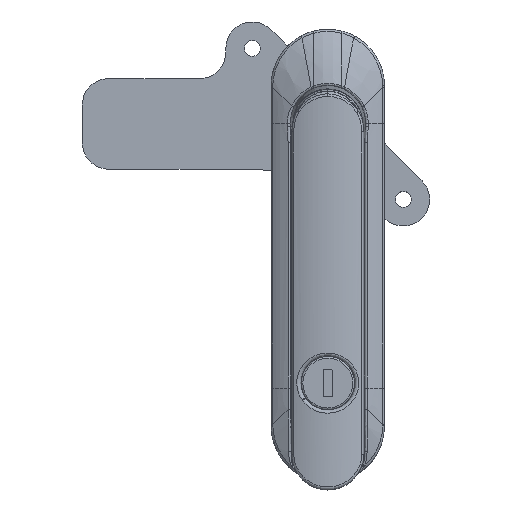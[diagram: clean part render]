
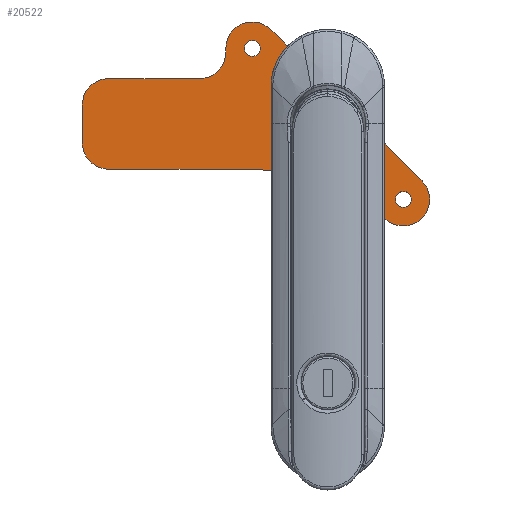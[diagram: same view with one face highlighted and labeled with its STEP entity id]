
A CAD part, top view. The second image highlights one B-rep face of the part: STEP entity #20522.
In plain terms, the highlighted face is planar.
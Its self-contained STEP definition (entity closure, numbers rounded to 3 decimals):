
#3328=LINE('',#61226,#4522);
#3332=LINE('',#61234,#4526);
#3335=LINE('',#61240,#4529);
#3338=LINE('',#61245,#4532);
#3343=LINE('',#61274,#4537);
#3347=LINE('',#61286,#4541);
#3351=LINE('',#61298,#4545);
#3355=LINE('',#61310,#4549);
#3359=LINE('',#61322,#4553);
#3362=LINE('',#61328,#4556);
#3366=LINE('',#61340,#4560);
#3369=LINE('',#61345,#4563);
#4522=VECTOR('',#26299,8.2);
#4526=VECTOR('',#26305,8.2);
#4529=VECTOR('',#26310,8.2);
#4532=VECTOR('',#26315,8.2);
#4537=VECTOR('',#26346,38.);
#4541=VECTOR('',#26358,10.);
#4545=VECTOR('',#26370,24.);
#4549=VECTOR('',#26382,1.);
#4553=VECTOR('',#26394,14.92);
#4556=VECTOR('',#26399,7.188);
#4560=VECTOR('',#26411,7.188);
#4563=VECTOR('',#26416,14.92);
#4863=PLANE('',#22094);
#4951=FACE_BOUND('',#7405,.T.);
#4952=FACE_BOUND('',#7406,.T.);
#4953=FACE_BOUND('',#7407,.T.);
#6135=FACE_OUTER_BOUND('',#7404,.T.);
#7404=EDGE_LOOP('',(#19281,#19282,#19283,#19284,#19285,#19286,#19287,#19288,
#19289,#19290,#19291,#19292,#19293,#19294,#19295));
#7405=EDGE_LOOP('',(#19296,#19297,#19298,#19299));
#7406=EDGE_LOOP('',(#19300));
#7407=EDGE_LOOP('',(#19301));
#8072=CIRCLE('',#22059,2.1);
#8074=CIRCLE('',#22062,2.1);
#8076=CIRCLE('',#22065,7.);
#8078=CIRCLE('',#22068,53.833);
#8080=CIRCLE('',#22072,7.);
#8082=CIRCLE('',#22076,7.);
#8084=CIRCLE('',#22080,7.);
#8086=CIRCLE('',#22084,7.);
#8088=CIRCLE('',#22089,8.5);
#10029=VERTEX_POINT('',#61224);
#10030=VERTEX_POINT('',#61225);
#10033=VERTEX_POINT('',#61233);
#10035=VERTEX_POINT('',#61239);
#10037=VERTEX_POINT('',#61248);
#10039=VERTEX_POINT('',#61253);
#10041=VERTEX_POINT('',#61258);
#10042=VERTEX_POINT('',#61259);
#10045=VERTEX_POINT('',#61267);
#10047=VERTEX_POINT('',#61273);
#10049=VERTEX_POINT('',#61279);
#10051=VERTEX_POINT('',#61285);
#10053=VERTEX_POINT('',#61291);
#10055=VERTEX_POINT('',#61297);
#10057=VERTEX_POINT('',#61303);
#10059=VERTEX_POINT('',#61309);
#10061=VERTEX_POINT('',#61315);
#10063=VERTEX_POINT('',#61321);
#10065=VERTEX_POINT('',#61327);
#10067=VERTEX_POINT('',#61333);
#10069=VERTEX_POINT('',#61339);
#13087=EDGE_CURVE('',#10029,#10030,#3328,.T.);
#13091=EDGE_CURVE('',#10030,#10033,#3332,.T.);
#13094=EDGE_CURVE('',#10033,#10035,#3335,.T.);
#13097=EDGE_CURVE('',#10035,#10029,#3338,.T.);
#13099=EDGE_CURVE('',#10037,#10037,#8072,.T.);
#13101=EDGE_CURVE('',#10039,#10039,#8074,.T.);
#13103=EDGE_CURVE('',#10041,#10042,#8076,.T.);
#13107=EDGE_CURVE('',#10042,#10045,#8078,.T.);
#13110=EDGE_CURVE('',#10045,#10047,#3343,.T.);
#13113=EDGE_CURVE('',#10047,#10049,#8080,.T.);
#13116=EDGE_CURVE('',#10049,#10051,#3347,.T.);
#13119=EDGE_CURVE('',#10051,#10053,#8082,.T.);
#13122=EDGE_CURVE('',#10053,#10055,#3351,.T.);
#13125=EDGE_CURVE('',#10055,#10057,#8084,.T.);
#13128=EDGE_CURVE('',#10057,#10059,#3355,.T.);
#13131=EDGE_CURVE('',#10059,#10061,#8086,.T.);
#13134=EDGE_CURVE('',#10061,#10063,#3359,.T.);
#13137=EDGE_CURVE('',#10063,#10065,#3362,.T.);
#13140=EDGE_CURVE('',#10065,#10067,#8088,.T.);
#13143=EDGE_CURVE('',#10067,#10069,#3366,.T.);
#13146=EDGE_CURVE('',#10069,#10041,#3369,.T.);
#19281=ORIENTED_EDGE('',*,*,#13103,.F.);
#19282=ORIENTED_EDGE('',*,*,#13146,.F.);
#19283=ORIENTED_EDGE('',*,*,#13143,.F.);
#19284=ORIENTED_EDGE('',*,*,#13140,.F.);
#19285=ORIENTED_EDGE('',*,*,#13137,.F.);
#19286=ORIENTED_EDGE('',*,*,#13134,.F.);
#19287=ORIENTED_EDGE('',*,*,#13131,.F.);
#19288=ORIENTED_EDGE('',*,*,#13128,.F.);
#19289=ORIENTED_EDGE('',*,*,#13125,.F.);
#19290=ORIENTED_EDGE('',*,*,#13122,.F.);
#19291=ORIENTED_EDGE('',*,*,#13119,.F.);
#19292=ORIENTED_EDGE('',*,*,#13116,.F.);
#19293=ORIENTED_EDGE('',*,*,#13113,.F.);
#19294=ORIENTED_EDGE('',*,*,#13110,.F.);
#19295=ORIENTED_EDGE('',*,*,#13107,.F.);
#19296=ORIENTED_EDGE('',*,*,#13087,.T.);
#19297=ORIENTED_EDGE('',*,*,#13091,.T.);
#19298=ORIENTED_EDGE('',*,*,#13094,.T.);
#19299=ORIENTED_EDGE('',*,*,#13097,.T.);
#19300=ORIENTED_EDGE('',*,*,#13099,.T.);
#19301=ORIENTED_EDGE('',*,*,#13101,.T.);
#20522=ADVANCED_FACE('',(#6135,#4951,#4952,#4953),#4863,.F.);
#22059=AXIS2_PLACEMENT_3D('',#61249,#26319,#26320);
#22062=AXIS2_PLACEMENT_3D('',#61254,#26325,#26326);
#22065=AXIS2_PLACEMENT_3D('',#61260,#26331,#26332);
#22068=AXIS2_PLACEMENT_3D('',#61268,#26339,#26340);
#22072=AXIS2_PLACEMENT_3D('',#61280,#26351,#26352);
#22076=AXIS2_PLACEMENT_3D('',#61292,#26363,#26364);
#22080=AXIS2_PLACEMENT_3D('',#61304,#26375,#26376);
#22084=AXIS2_PLACEMENT_3D('',#61316,#26387,#26388);
#22089=AXIS2_PLACEMENT_3D('',#61334,#26404,#26405);
#22094=AXIS2_PLACEMENT_3D('',#61348,#26420,#26421);
#26299=DIRECTION('',(-0.707,-0.707,0.));
#26305=DIRECTION('',(0.707,-0.707,0.));
#26310=DIRECTION('',(0.707,0.707,0.));
#26315=DIRECTION('',(-0.707,0.707,0.));
#26319=DIRECTION('center_axis',(0.,0.,1.));
#26320=DIRECTION('ref_axis',(-1.,0.,0.));
#26325=DIRECTION('center_axis',(0.,0.,1.));
#26326=DIRECTION('ref_axis',(-1.,0.,0.));
#26331=DIRECTION('center_axis',(0.,0.,1.));
#26332=DIRECTION('ref_axis',(0.707,-0.707,0.));
#26339=DIRECTION('center_axis',(0.,0.,-1.));
#26340=DIRECTION('ref_axis',(0.,1.,0.));
#26346=DIRECTION('',(1.,0.,0.));
#26351=DIRECTION('center_axis',(0.,0.,1.));
#26352=DIRECTION('ref_axis',(0.,1.,0.));
#26358=DIRECTION('',(0.,1.,0.));
#26363=DIRECTION('center_axis',(0.,0.,1.));
#26364=DIRECTION('ref_axis',(-1.,0.,0.));
#26370=DIRECTION('',(-1.,0.,0.));
#26375=DIRECTION('center_axis',(0.,0.,-1.));
#26376=DIRECTION('ref_axis',(-1.,0.,0.));
#26382=DIRECTION('',(0.,1.,0.));
#26387=DIRECTION('center_axis',(0.,0.,1.));
#26388=DIRECTION('ref_axis',(-1.,0.,0.));
#26394=DIRECTION('',(-0.707,-0.707,0.));
#26399=DIRECTION('',(0.,-1.,0.));
#26404=DIRECTION('center_axis',(0.,0.,1.));
#26405=DIRECTION('ref_axis',(-0.529,-0.848,0.));
#26411=DIRECTION('',(-1.,0.,0.));
#26416=DIRECTION('',(-0.707,-0.707,0.));
#26420=DIRECTION('center_axis',(0.,0.,1.));
#26421=DIRECTION('ref_axis',(1.,0.,0.));
#61224=CARTESIAN_POINT('',(0.,5.798,-3.));
#61225=CARTESIAN_POINT('',(-5.798,0.,-3.));
#61226=CARTESIAN_POINT('',(2.73,8.528,-3.));
#61233=CARTESIAN_POINT('',(0.,-5.798,-3.));
#61234=CARTESIAN_POINT('',(0.69,-6.488,-3.));
#61239=CARTESIAN_POINT('',(5.798,0.,-3.));
#61240=CARTESIAN_POINT('',(5.629,-0.169,-3.));
#61245=CARTESIAN_POINT('',(9.387,-3.589,-3.));
#61248=CARTESIAN_POINT('',(-17.9,-20.,-3.));
#61249=CARTESIAN_POINT('Origin',(-20.,-20.,-3.));
#61253=CARTESIAN_POINT('',(22.1,20.,-3.));
#61254=CARTESIAN_POINT('Origin',(20.,20.,-3.));
#61258=CARTESIAN_POINT('',(-24.95,-15.05,-3.));
#61259=CARTESIAN_POINT('',(-15.397,-25.274,-3.));
#61260=CARTESIAN_POINT('Origin',(-20.,-20.,-3.));
#61267=CARTESIAN_POINT('',(20.,-12.,-3.));
#61268=CARTESIAN_POINT('Origin',(20.,-65.833,-3.));
#61273=CARTESIAN_POINT('',(58.,-12.,-3.));
#61274=CARTESIAN_POINT('',(58.,-12.,-3.));
#61279=CARTESIAN_POINT('',(65.,-5.,-3.));
#61280=CARTESIAN_POINT('Origin',(58.,-5.,-3.));
#61285=CARTESIAN_POINT('',(65.,5.,-3.));
#61286=CARTESIAN_POINT('',(65.,5.,-3.));
#61291=CARTESIAN_POINT('',(58.,12.,-3.));
#61292=CARTESIAN_POINT('Origin',(58.,5.,-3.));
#61297=CARTESIAN_POINT('',(34.,12.,-3.));
#61298=CARTESIAN_POINT('',(34.,12.,-3.));
#61303=CARTESIAN_POINT('',(27.,19.,-3.));
#61304=CARTESIAN_POINT('Origin',(34.,19.,-3.));
#61309=CARTESIAN_POINT('',(27.,20.,-3.));
#61310=CARTESIAN_POINT('',(27.,20.,-3.));
#61315=CARTESIAN_POINT('',(15.05,24.95,-3.));
#61316=CARTESIAN_POINT('Origin',(20.,20.,-3.));
#61321=CARTESIAN_POINT('',(4.5,14.399,-3.));
#61322=CARTESIAN_POINT('',(4.5,14.399,-3.));
#61327=CARTESIAN_POINT('',(4.5,7.211,-3.));
#61328=CARTESIAN_POINT('',(4.5,7.211,-3.));
#61333=CARTESIAN_POINT('',(-7.211,-4.5,-3.));
#61334=CARTESIAN_POINT('Origin',(0.,0.,-3.));
#61339=CARTESIAN_POINT('',(-14.399,-4.5,-3.));
#61340=CARTESIAN_POINT('',(-14.399,-4.5,-3.));
#61345=CARTESIAN_POINT('',(-24.95,-15.05,-3.));
#61348=CARTESIAN_POINT('Origin',(18.436,-1.719,-3.));
